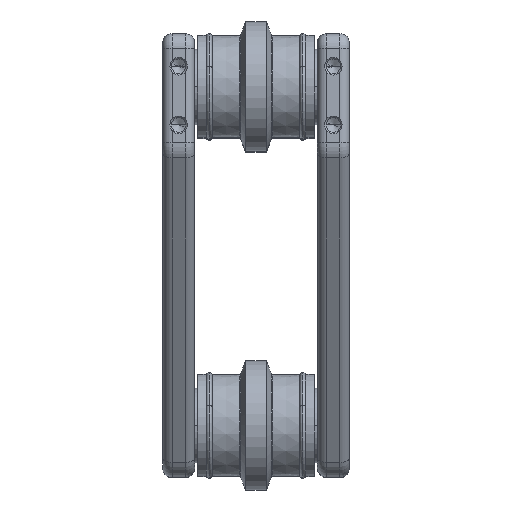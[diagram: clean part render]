
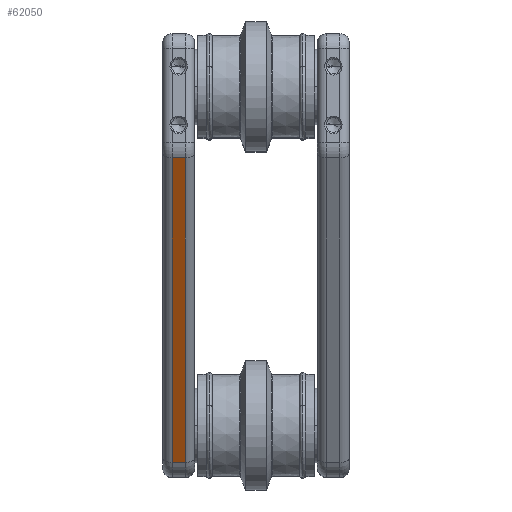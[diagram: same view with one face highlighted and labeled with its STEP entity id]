
A CAD part, top view. The second image highlights one B-rep face of the part: STEP entity #62050.
In plain terms, the highlighted planar face has unit normal (0, -0.507, 0.862).
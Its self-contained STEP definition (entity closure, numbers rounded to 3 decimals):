
#3326 = ORIENTED_EDGE ( 'NONE', *, *, #85686, .F. ) ;
#3469 = VERTEX_POINT ( 'NONE', #9525 ) ;
#8071 = EDGE_CURVE ( 'NONE', #53649, #38658, #52772, .T. ) ;
#9525 = CARTESIAN_POINT ( 'NONE',  ( -24.125, 91.102, 119.792 ) ) ;
#10583 = DIRECTION ( 'NONE',  ( 0., -0.862, -0.507 ) ) ;
#12136 = VECTOR ( 'NONE', #32841, 1000. ) ;
#17062 = EDGE_CURVE ( 'NONE', #33052, #53649, #60947, .T. ) ;
#18276 = VECTOR ( 'NONE', #23897, 1000. ) ;
#19950 = EDGE_LOOP ( 'NONE', ( #3326, #24926, #87559, #72597 ) ) ;
#21215 = CARTESIAN_POINT ( 'NONE',  ( -28.65, 91.102, 119.792 ) ) ;
#23897 = DIRECTION ( 'NONE',  ( 0., 0.862, 0.507 ) ) ;
#24926 = ORIENTED_EDGE ( 'NONE', *, *, #17062, .T. ) ;
#28042 = DIRECTION ( 'NONE',  ( 1., 0., 0. ) ) ;
#30145 = CARTESIAN_POINT ( 'NONE',  ( -24.125, -12.753, 58.65 ) ) ;
#32212 = VECTOR ( 'NONE', #28042, 1000. ) ;
#32841 = DIRECTION ( 'NONE',  ( 1., 0., 0. ) ) ;
#33052 = VERTEX_POINT ( 'NONE', #21215 ) ;
#34626 = CARTESIAN_POINT ( 'NONE',  ( -25.45, -12.753, 58.65 ) ) ;
#36041 = CARTESIAN_POINT ( 'NONE',  ( -25.45, -12.753, 58.65 ) ) ;
#38658 = VERTEX_POINT ( 'NONE', #30145 ) ;
#39609 = DIRECTION ( 'NONE',  ( 0., -0.862, -0.507 ) ) ;
#52772 = LINE ( 'NONE', #34626, #12136 ) ;
#53649 = VERTEX_POINT ( 'NONE', #66266 ) ;
#55033 = EDGE_CURVE ( 'NONE', #38658, #3469, #63998, .T. ) ;
#55507 = PLANE ( 'NONE',  #56317 ) ;
#56317 = AXIS2_PLACEMENT_3D ( 'NONE', #36041, #83162, #10583 ) ;
#59168 = CARTESIAN_POINT ( 'NONE',  ( -28.65, -12.753, 58.65 ) ) ;
#60947 = LINE ( 'NONE', #59168, #87286 ) ;
#62050 = ADVANCED_FACE ( 'NONE', ( #81831 ), #55507, .T. ) ;
#62338 = CARTESIAN_POINT ( 'NONE',  ( -25.45, 91.102, 119.792 ) ) ;
#63998 = LINE ( 'NONE', #83588, #18276 ) ;
#66266 = CARTESIAN_POINT ( 'NONE',  ( -28.65, -12.753, 58.65 ) ) ;
#67702 = LINE ( 'NONE', #62338, #32212 ) ;
#72597 = ORIENTED_EDGE ( 'NONE', *, *, #55033, .T. ) ;
#81831 = FACE_OUTER_BOUND ( 'NONE', #19950, .T. ) ;
#83162 = DIRECTION ( 'NONE',  ( 0., -0.507, 0.862 ) ) ;
#83588 = CARTESIAN_POINT ( 'NONE',  ( -24.125, 91.102, 119.792 ) ) ;
#85686 = EDGE_CURVE ( 'NONE', #33052, #3469, #67702, .T. ) ;
#87286 = VECTOR ( 'NONE', #39609, 1000. ) ;
#87559 = ORIENTED_EDGE ( 'NONE', *, *, #8071, .T. ) ;
